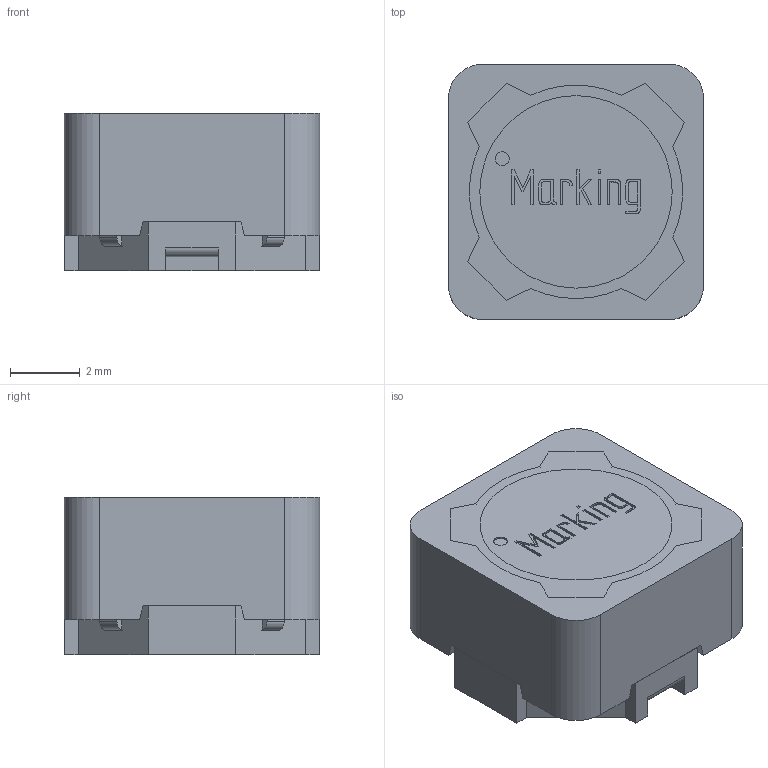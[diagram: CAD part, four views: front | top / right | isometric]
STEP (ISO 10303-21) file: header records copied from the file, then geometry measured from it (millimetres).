
FILE_DESCRIPTION (( 'STEP AP214' ), '1' );
FILE_NAME ('7447779001.STEP', '2022-07-18T11:43:18', ( '' ), ( '' ), 'SwSTEP 2.0', 'SolidWorks 2018', '' );
FILE_SCHEMA (( 'AUTOMOTIVE_DESIGN' ));
Length unit declared in the file: millimetre
Products named in the file (1): 7447779001
Bounding box: 7.3 x 7.3 x 4.5 mm (x, y, z)
Volume: 158.6 mm3; surface area: 690 mm2
Topology: 6 solids, 6 shells, 300 faces, 766 edges, 496 vertices
Faces by surface type: plane 205, cylinder 43, bspline 42, cone 10
Entity records: 17706 total; most frequent: CARTESIAN_POINT 7492, ORIENTED_EDGE 1532, DIRECTION 1204, EDGE_CURVE 766, VERTEX_POINT 496, LINE 442, VECTOR 442, AXIS2_PLACEMENT_3D 381
